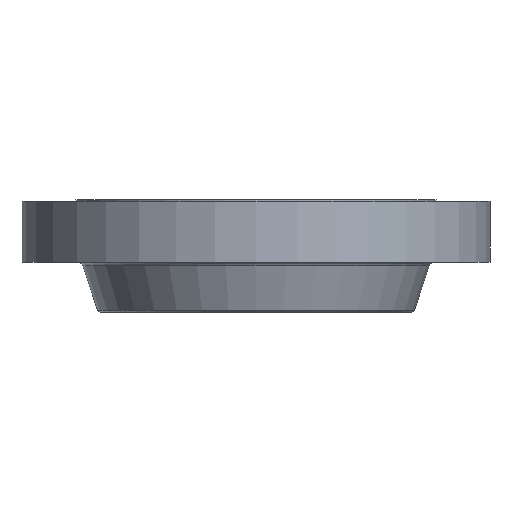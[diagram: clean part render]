
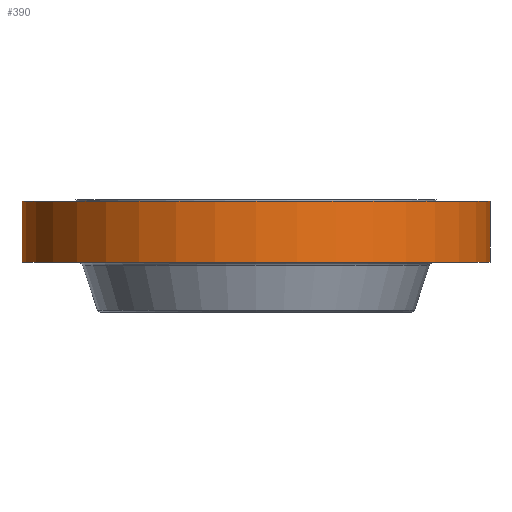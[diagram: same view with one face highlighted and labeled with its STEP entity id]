
A CAD part, front view. The second image highlights one B-rep face of the part: STEP entity #390.
In plain terms, the highlighted cylindrical face has radius 866.775 mm (diameter 1733.55 mm), a partial arc.
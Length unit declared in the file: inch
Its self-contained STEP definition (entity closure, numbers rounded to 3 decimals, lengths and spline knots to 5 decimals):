
#89 = DIRECTION ( 'NONE',  ( 0., 0., 1. ) ) ;
#135 = LINE ( 'NONE', #1357, #2058 ) ;
#147 = FACE_OUTER_BOUND ( 'NONE', #1322, .T. ) ;
#162 = DIRECTION ( 'NONE',  ( 0., 0., 1. ) ) ;
#165 = ORIENTED_EDGE ( 'NONE', *, *, #569, .F. ) ;
#199 = DIRECTION ( 'NONE',  ( 0., 0., 1. ) ) ;
#210 = ORIENTED_EDGE ( 'NONE', *, *, #232, .T. ) ;
#232 = EDGE_CURVE ( 'NONE', #800, #537, #277, .T. ) ;
#244 = CARTESIAN_POINT ( 'NONE',  ( -34.125, 0., -9.125 ) ) ;
#261 = CARTESIAN_POINT ( 'NONE',  ( 0., 0., -0.25 ) ) ;
#277 = CIRCLE ( 'NONE', #502, 34.125 ) ;
#390 = ADVANCED_FACE ( 'NONE', ( #147 ), #1208, .T. ) ;
#411 = ORIENTED_EDGE ( 'NONE', *, *, #2069, .T. ) ;
#455 = DIRECTION ( 'NONE',  ( 1., 0., 0. ) ) ;
#463 = AXIS2_PLACEMENT_3D ( 'NONE', #862, #641, #1160 ) ;
#502 = AXIS2_PLACEMENT_3D ( 'NONE', #1300, #1114, #455 ) ;
#537 = VERTEX_POINT ( 'NONE', #1345 ) ;
#569 = EDGE_CURVE ( 'NONE', #800, #1159, #135, .T. ) ;
#641 = DIRECTION ( 'NONE',  ( 0., 0., 1. ) ) ;
#745 = CARTESIAN_POINT ( 'NONE',  ( 34.125, 0., 0. ) ) ;
#800 = VERTEX_POINT ( 'NONE', #244 ) ;
#848 = VERTEX_POINT ( 'NONE', #1833 ) ;
#862 = CARTESIAN_POINT ( 'NONE',  ( 0., 0., 0. ) ) ;
#875 = AXIS2_PLACEMENT_3D ( 'NONE', #261, #89, #891 ) ;
#891 = DIRECTION ( 'NONE',  ( 1., 0., 0. ) ) ;
#1039 = CARTESIAN_POINT ( 'NONE',  ( -34.125, 0., -0.25 ) ) ;
#1102 = CIRCLE ( 'NONE', #875, 34.125 ) ;
#1114 = DIRECTION ( 'NONE',  ( 0., 0., 1. ) ) ;
#1159 = VERTEX_POINT ( 'NONE', #1039 ) ;
#1160 = DIRECTION ( 'NONE',  ( 1., 0., 0. ) ) ;
#1208 = CYLINDRICAL_SURFACE ( 'NONE', #463, 34.125 ) ;
#1300 = CARTESIAN_POINT ( 'NONE',  ( 0., 0., -9.125 ) ) ;
#1322 = EDGE_LOOP ( 'NONE', ( #165, #210, #411, #1798 ) ) ;
#1345 = CARTESIAN_POINT ( 'NONE',  ( 34.125, 0., -9.125 ) ) ;
#1357 = CARTESIAN_POINT ( 'NONE',  ( -34.125, 0., 0. ) ) ;
#1562 = EDGE_CURVE ( 'NONE', #1159, #848, #1102, .T. ) ;
#1798 = ORIENTED_EDGE ( 'NONE', *, *, #1562, .F. ) ;
#1833 = CARTESIAN_POINT ( 'NONE',  ( 34.125, 0., -0.25 ) ) ;
#1976 = LINE ( 'NONE', #745, #2140 ) ;
#2058 = VECTOR ( 'NONE', #162, 39.37008 ) ;
#2069 = EDGE_CURVE ( 'NONE', #537, #848, #1976, .T. ) ;
#2140 = VECTOR ( 'NONE', #199, 39.37008 ) ;
